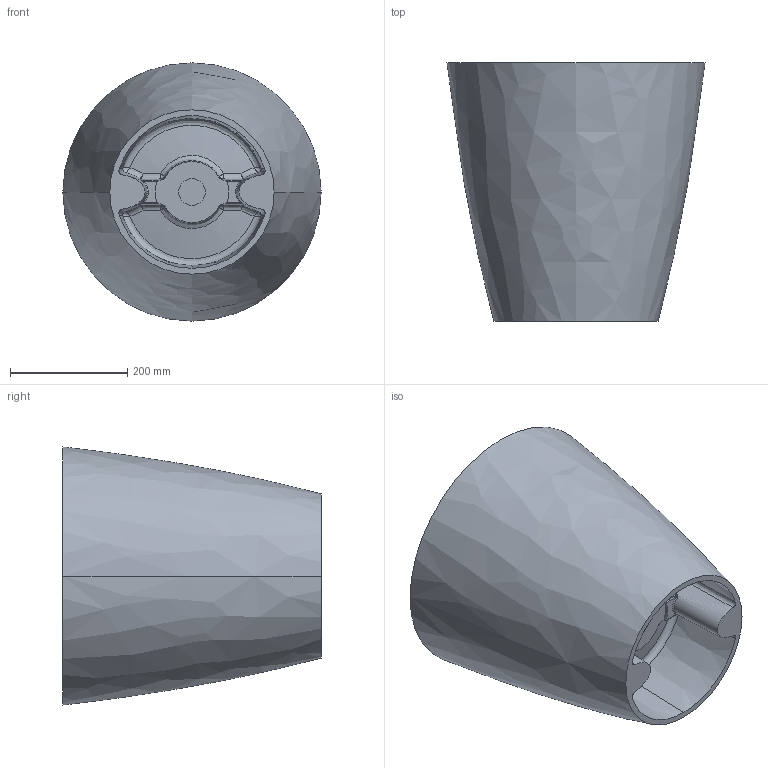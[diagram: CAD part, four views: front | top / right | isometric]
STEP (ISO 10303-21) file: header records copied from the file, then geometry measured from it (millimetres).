
FILE_DESCRIPTION (( 'STEP AP214' ), '1' );
FILE_NAME ('San Andreas.STEP', '2021-04-16T08:02:59', ( 'User Windows' ), ( '' ), 'SwSTEP 2.0', 'SolidWorks 2020', '' );
FILE_SCHEMA (( 'AUTOMOTIVE_DESIGN' ));
Length unit declared in the file: millimetre
Products named in the file (1): San Andreas
Bounding box: 440 x 440 x 440 mm (x, y, z)
Volume: 9921120.4 mm3; surface area: 1145534.3 mm2
Topology: 2 solids, 2 shells, 149 faces, 354 edges, 198 vertices
Faces by surface type: bspline 95, plane 15, cone 14, cylinder 11, torus 10, sphere 4
Entity records: 11145 total; most frequent: CARTESIAN_POINT 8469, ORIENTED_EDGE 680, DIRECTION 362, EDGE_CURVE 340, B_SPLINE_CURVE_WITH_KNOTS 200, VERTEX_POINT 198, AXIS2_PLACEMENT_3D 171, EDGE_LOOP 154
